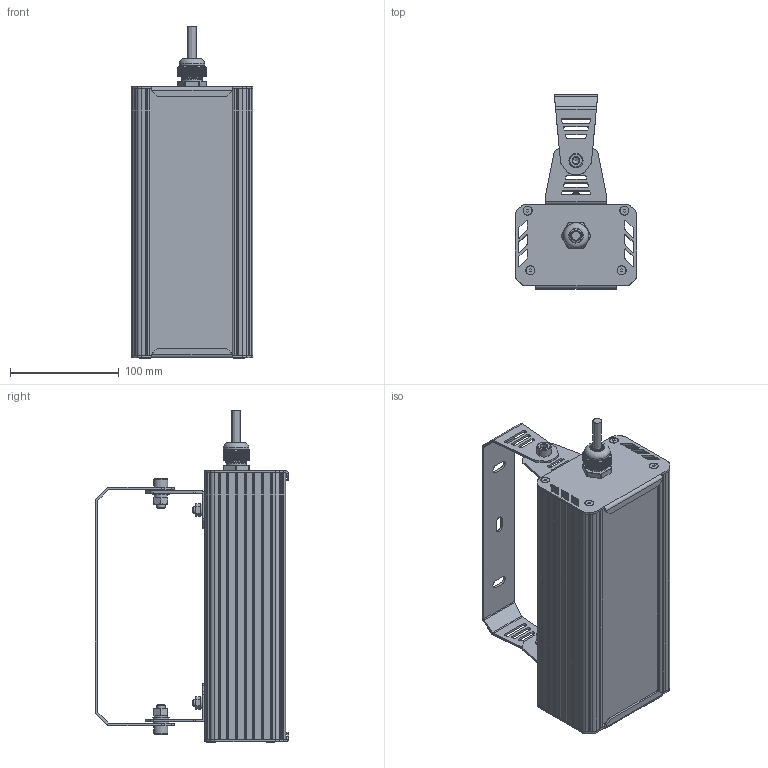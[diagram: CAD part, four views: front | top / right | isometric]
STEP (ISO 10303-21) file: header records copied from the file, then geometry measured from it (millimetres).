
FILE_DESCRIPTION(('STEP AP214'), '1');
FILE_NAME('001.0070.33.000 - ÃÑÏ-Ïðèìà-Îïòèê-20', '2024-05-27T05:50:11', ('Ëóêîíèí Å Ï'), ('ÎÊÁ Ñâîé Ñòèëü'), 'C3D Converter', 'C3D Toolkit', '');
FILE_SCHEMA(('AUTOMOTIVE_DESIGN { 1 0 10303 214 3 1 1}'));
Length unit declared in the file: millimetre
Products named in the file (41): 001.0070.33.000; #2617; #2676; #2735; #2794; #2879; #2938; #2997; #3056
Assembly tree (63 placements, depth 4):
  001.0070.33.000
    (unnamed)
      (unnamed)
      (unnamed)
      (unnamed)  x4
      (unnamed)
      (unnamed)  x4
      (unnamed)
      (unnamed)
      (unnamed)
      (unnamed)  x2
        (unnamed)
        (unnamed)
        (unnamed)
        (unnamed)
        (unnamed)
        (unnamed)
        (unnamed)
        (unnamed)
        (unnamed)
        (unnamed)
      (unnamed)
        (unnamed)
    (unnamed)
      (unnamed)
      (unnamed)
      (unnamed)  x2
      (unnamed)
      (unnamed)
      (unnamed)
      (unnamed)
      (unnamed)
      #2617
      #2676
      #2735
      #2794  x2
      #2879
      #2938
      #2997
      #3056
      (unnamed)
Bounding box: 112.19 x 178.44 x 306 mm (x, y, z)
Volume: 558801.1 mm3; surface area: 472951 mm2
Topology: 105 solids, 105 shells, 2434 faces, 6449 edges, 4341 vertices
Faces by surface type: plane 1475, cylinder 805, cone 98, bspline 37, torus 13, sphere 6
Full cylindrical faces by diameter (mm): 1 x6, 2 x4, 2.5 x8, 2.8 x50, 3.2 x6, 3.5 x12, 4 x8, 4.917 x2, 6 x4, 6.6 x2, 6.647 x2, 8 x10, 8.5 x4, 9 x30, 11 x2, 12 x1, 12.5 x1, 13 x2, 15 x4, 16 x1, 18.5 x3, 20 x1, 23.5 x1
Entity records: 122571 total; most frequent: CARTESIAN_POINT 54668, DIRECTION 10586, ORIENTED_EDGE 10384, EDGE_CURVE 5192, AXIS2_PLACEMENT_3D 3749, VERTEX_POINT 3584, LINE 3088, VECTOR 3088
